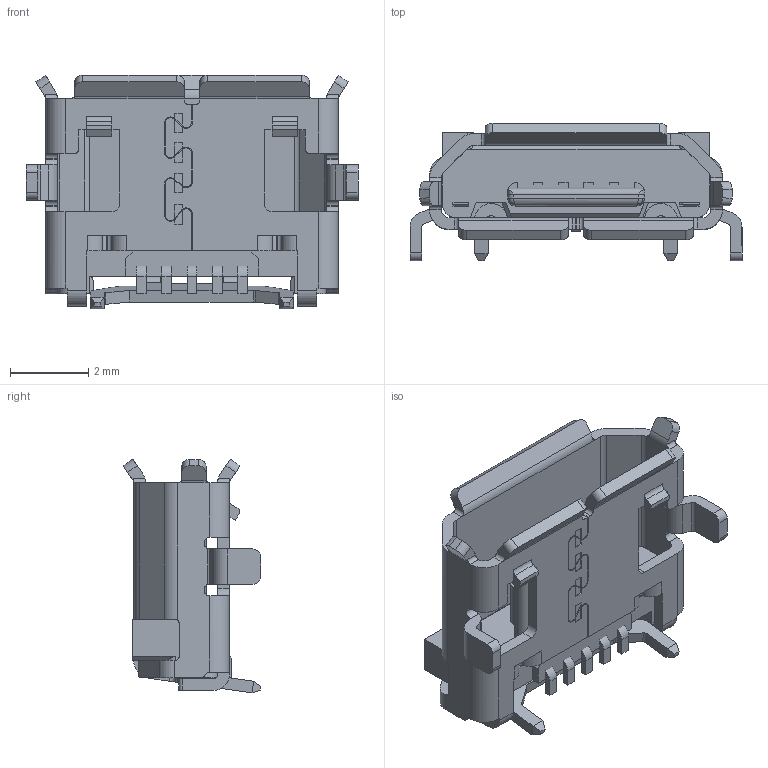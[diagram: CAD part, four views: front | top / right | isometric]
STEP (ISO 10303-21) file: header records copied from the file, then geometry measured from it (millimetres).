
FILE_DESCRIPTION (( 'STEP AP214' ), '1' );
FILE_NAME ('10103592-0001LF.STEP', '2022-12-22T22:00:43', ( '' ), ( '' ), 'SwSTEP 2.0', 'SolidWorks 2021', '' );
FILE_SCHEMA (( 'AUTOMOTIVE_DESIGN' ));
Length unit declared in the file: millimetre
Products named in the file (1): 10103592-0001LF
Bounding box: 8.5 x 3.52 x 5.98 mm (x, y, z)
Volume: 44.7 mm3; surface area: 346.1 mm2
Topology: 8 solids, 11 shells, 1052 faces, 3027 edges, 1974 vertices
Faces by surface type: plane 693, cylinder 336, bspline 18, cone 5
Entity records: 36289 total; most frequent: CARTESIAN_POINT 8226, ORIENTED_EDGE 6044, DIRECTION 5618, EDGE_CURVE 3022, VECTOR 2238, LINE 2238, VERTEX_POINT 1974, AXIS2_PLACEMENT_3D 1690
